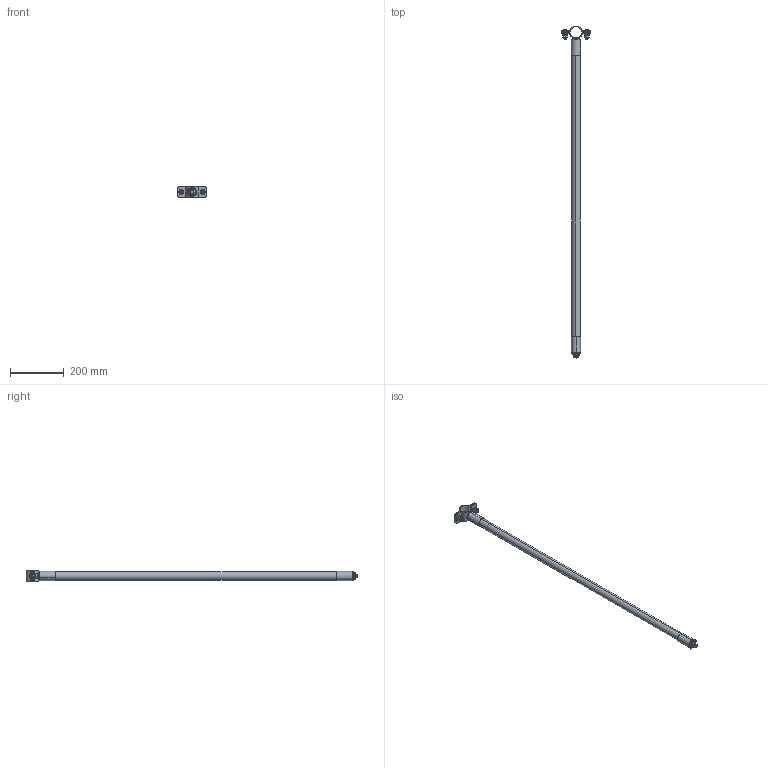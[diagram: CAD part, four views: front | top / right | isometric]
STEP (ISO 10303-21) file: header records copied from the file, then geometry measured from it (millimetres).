
FILE_DESCRIPTION (( 'STEP AP214' ), '1' );
FILE_NAME ('5408949.STEP', '2020-03-12T12:21:54', ( '' ), ( '' ), 'SwSTEP 2.0', 'SolidWorks 2018', '' );
FILE_SCHEMA (( 'AUTOMOTIVE_DESIGN' ));
Length unit declared in the file: millimetre
Products named in the file (12): 160352_Schelle; 160353; 011645_Hexagon Nut ISO 4032 - M10 - D - C; 021043_geschwungen - A08; 160356; 020342_DIN 603 M10x30; 160354; 160352_Schelle mit Rohr; 020302_ISO 4017 - M8 x 25; 021043_geschwungen - A10; 5408949; 160355
Assembly tree (15 placements, depth 2):
  5408949
    160354
    160353  x2
    160352_Schelle mit Rohr
    160352_Schelle
    160356
    020342_DIN 603 M10x30  x2
    011645_Hexagon Nut ISO 4032 - M10 - D - C  x2
    021043_geschwungen - A10  x2
    160355
    020302_ISO 4017 - M8 x 25
    021043_geschwungen - A08
Bounding box: 105.56 x 1241.11 x 40 mm (x, y, z)
Volume: 410098.7 mm3; surface area: 283987.3 mm2
Topology: 15 solids, 15 shells, 365 faces, 868 edges, 530 vertices
Faces by surface type: cylinder 109, plane 102, cone 76, bspline 54, torus 14, sphere 10
Entity records: 14427 total; most frequent: CARTESIAN_POINT 5056, ORIENTED_EDGE 1408, DIRECTION 1336, EDGE_CURVE 704, AXIS2_PLACEMENT_3D 531, VERTEX_POINT 437, EDGE_LOOP 315, FACE_OUTER_BOUND 293
